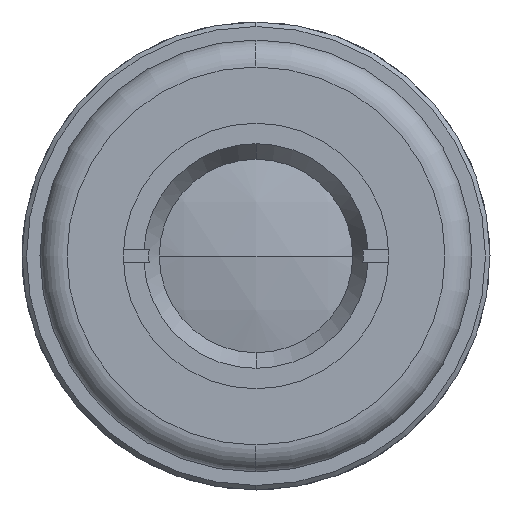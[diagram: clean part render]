
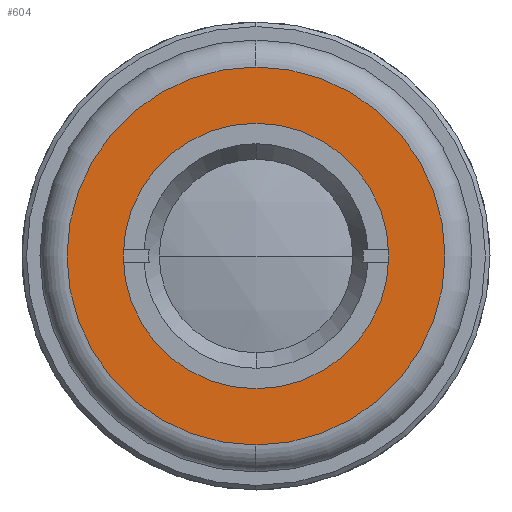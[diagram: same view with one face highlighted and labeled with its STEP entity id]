
A CAD part, left-side view. The second image highlights one B-rep face of the part: STEP entity #604.
In plain terms, the highlighted planar face has unit normal (-1, 0, 0).
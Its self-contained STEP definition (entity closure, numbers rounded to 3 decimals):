
#187 = CIRCLE ( 'NONE', #752, 21. ) ;
#217 = VERTEX_POINT ( 'NONE', #1377 ) ;
#286 = CARTESIAN_POINT ( 'NONE',  ( -33.9, 0., 0. ) ) ;
#404 = ORIENTED_EDGE ( 'NONE', *, *, #1030, .F. ) ;
#604 = ADVANCED_FACE ( 'NONE', ( #1785, #1293 ), #2335, .F. ) ;
#711 = CARTESIAN_POINT ( 'NONE',  ( -33.9, 0., 0. ) ) ;
#752 = AXIS2_PLACEMENT_3D ( 'NONE', #711, #1557, #1773 ) ;
#806 = ORIENTED_EDGE ( 'NONE', *, *, #2813, .T. ) ;
#825 = DIRECTION ( 'NONE',  ( -1., 0., 0. ) ) ;
#922 = AXIS2_PLACEMENT_3D ( 'NONE', #286, #3216, #2947 ) ;
#979 = AXIS2_PLACEMENT_3D ( 'NONE', #1097, #825, #2399 ) ;
#1030 = EDGE_CURVE ( 'NONE', #1038, #217, #2353, .T. ) ;
#1038 = VERTEX_POINT ( 'NONE', #2360 ) ;
#1097 = CARTESIAN_POINT ( 'NONE',  ( -33.9, 0., 0. ) ) ;
#1293 = FACE_BOUND ( 'NONE', #3445, .T. ) ;
#1296 = DIRECTION ( 'NONE',  ( -1., 0., 0. ) ) ;
#1320 = ORIENTED_EDGE ( 'NONE', *, *, #1845, .T. ) ;
#1377 = CARTESIAN_POINT ( 'NONE',  ( -33.9, 0., -14.75 ) ) ;
#1465 = AXIS2_PLACEMENT_3D ( 'NONE', #1754, #1803, #1522 ) ;
#1470 = CARTESIAN_POINT ( 'NONE',  ( -33.9, 0., -21. ) ) ;
#1522 = DIRECTION ( 'NONE',  ( 0., 0., -1. ) ) ;
#1557 = DIRECTION ( 'NONE',  ( -1., 0., 0. ) ) ;
#1611 = EDGE_CURVE ( 'NONE', #217, #1038, #2026, .T. ) ;
#1675 = EDGE_LOOP ( 'NONE', ( #1320, #806 ) ) ;
#1754 = CARTESIAN_POINT ( 'NONE',  ( -33.9, 24., 0. ) ) ;
#1773 = DIRECTION ( 'NONE',  ( 0., 0., -1. ) ) ;
#1785 = FACE_OUTER_BOUND ( 'NONE', #1675, .T. ) ;
#1803 = DIRECTION ( 'NONE',  ( 1., 0., 0. ) ) ;
#1845 = EDGE_CURVE ( 'NONE', #2361, #2875, #187, .T. ) ;
#2026 = CIRCLE ( 'NONE', #922, 14.75 ) ;
#2335 = PLANE ( 'NONE',  #1465 ) ;
#2342 = DIRECTION ( 'NONE',  ( 0., 0., 1. ) ) ;
#2353 = CIRCLE ( 'NONE', #2803, 14.75 ) ;
#2360 = CARTESIAN_POINT ( 'NONE',  ( -33.9, 0., 14.75 ) ) ;
#2361 = VERTEX_POINT ( 'NONE', #1470 ) ;
#2399 = DIRECTION ( 'NONE',  ( 0., 0., -1. ) ) ;
#2571 = CARTESIAN_POINT ( 'NONE',  ( -33.9, 0., 0. ) ) ;
#2628 = ORIENTED_EDGE ( 'NONE', *, *, #1611, .F. ) ;
#2803 = AXIS2_PLACEMENT_3D ( 'NONE', #2571, #1296, #2342 ) ;
#2813 = EDGE_CURVE ( 'NONE', #2875, #2361, #3342, .T. ) ;
#2875 = VERTEX_POINT ( 'NONE', #2891 ) ;
#2891 = CARTESIAN_POINT ( 'NONE',  ( -33.9, 0., 21. ) ) ;
#2947 = DIRECTION ( 'NONE',  ( 0., 0., 1. ) ) ;
#3216 = DIRECTION ( 'NONE',  ( -1., 0., 0. ) ) ;
#3342 = CIRCLE ( 'NONE', #979, 21. ) ;
#3445 = EDGE_LOOP ( 'NONE', ( #404, #2628 ) ) ;
